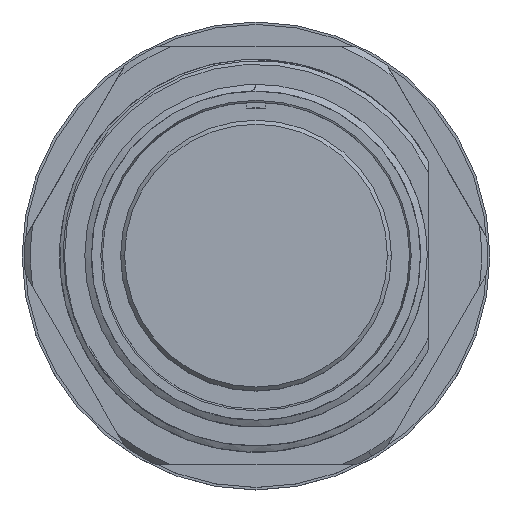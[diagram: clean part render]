
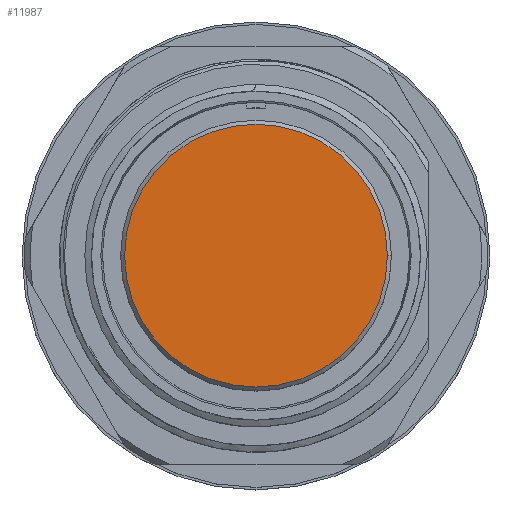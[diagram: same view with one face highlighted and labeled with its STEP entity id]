
A CAD part, top view. The second image highlights one B-rep face of the part: STEP entity #11987.
In plain terms, the highlighted planar face has unit normal (0, 0, 1).
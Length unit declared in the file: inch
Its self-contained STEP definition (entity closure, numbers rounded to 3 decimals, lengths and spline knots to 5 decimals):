
#191 = AXIS2_PLACEMENT_3D ( 'NONE', #7095, #14008, #9650 ) ;
#1368 = EDGE_CURVE ( 'NONE', #7357, #2401, #14833, .T. ) ;
#1764 = CARTESIAN_POINT ( 'NONE',  ( 0., 0., -0.01 ) ) ;
#1858 = ORIENTED_EDGE ( 'NONE', *, *, #1368, .F. ) ;
#1889 = CARTESIAN_POINT ( 'NONE',  ( 0., 0.667, -0.01 ) ) ;
#2111 = AXIS2_PLACEMENT_3D ( 'NONE', #1764, #4329, #7574 ) ;
#2401 = VERTEX_POINT ( 'NONE', #7391 ) ;
#4329 = DIRECTION ( 'NONE',  ( 0., 0., -1. ) ) ;
#5022 = AXIS2_PLACEMENT_3D ( 'NONE', #1889, #15983, #11746 ) ;
#6251 = FACE_OUTER_BOUND ( 'NONE', #18416, .T. ) ;
#6577 = ORIENTED_EDGE ( 'NONE', *, *, #16171, .F. ) ;
#7095 = CARTESIAN_POINT ( 'NONE',  ( 0., 0., -0.01 ) ) ;
#7357 = VERTEX_POINT ( 'NONE', #17227 ) ;
#7391 = CARTESIAN_POINT ( 'NONE',  ( -0.667, 0., -0.01 ) ) ;
#7574 = DIRECTION ( 'NONE',  ( -1., 0., 0. ) ) ;
#9294 = CIRCLE ( 'NONE', #191, 0.667 ) ;
#9650 = DIRECTION ( 'NONE',  ( -1., 0., 0. ) ) ;
#10529 = PLANE ( 'NONE',  #5022 ) ;
#11746 = DIRECTION ( 'NONE',  ( 1., 0., 0. ) ) ;
#11987 = ADVANCED_FACE ( 'NONE', ( #6251 ), #10529, .T. ) ;
#14008 = DIRECTION ( 'NONE',  ( 0., 0., -1. ) ) ;
#14833 = CIRCLE ( 'NONE', #2111, 0.667 ) ;
#15983 = DIRECTION ( 'NONE',  ( 0., 0., 1. ) ) ;
#16171 = EDGE_CURVE ( 'NONE', #2401, #7357, #9294, .T. ) ;
#17227 = CARTESIAN_POINT ( 'NONE',  ( 0.667, 0., -0.01 ) ) ;
#18416 = EDGE_LOOP ( 'NONE', ( #6577, #1858 ) ) ;
